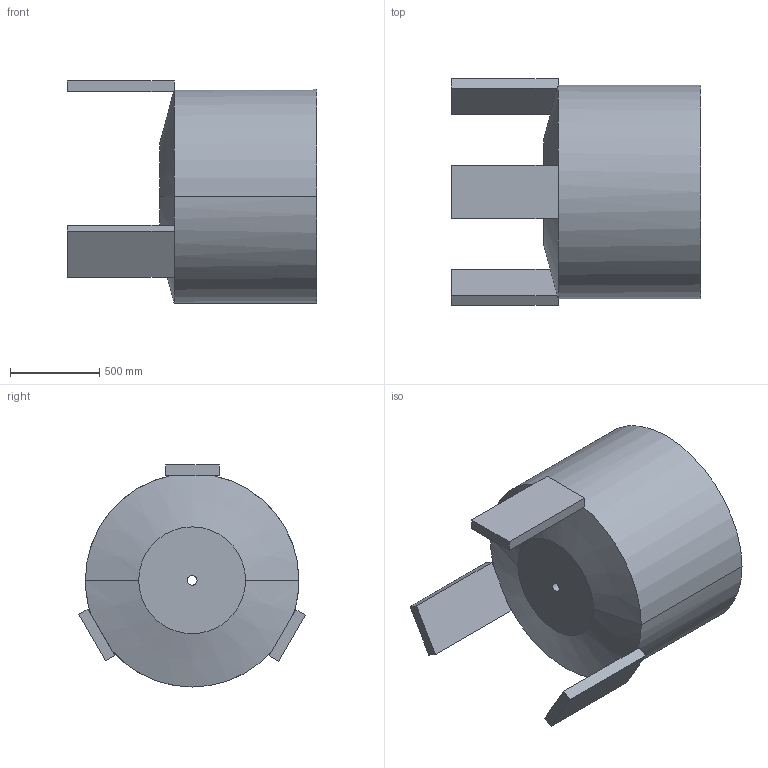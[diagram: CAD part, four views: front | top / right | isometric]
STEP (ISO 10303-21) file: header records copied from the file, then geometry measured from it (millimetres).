
FILE_DESCRIPTION (( 'STEP AP214' ), '1' );
FILE_NAME ('CUVE500.STEP', '2022-06-01T12:39:44', ( '' ), ( '' ), 'SwSTEP 2.0', 'SolidWorks 2021', '' );
FILE_SCHEMA (( 'AUTOMOTIVE_DESIGN' ));
Length unit declared in the file: millimetre
Products named in the file (1): CUVE500
Bounding box: 1400 x 1271.24 x 1246.78 mm (x, y, z)
Volume: 215232700.3 mm3; surface area: 14612328.1 mm2
Topology: 1 solids, 2 shells, 52 faces, 124 edges, 77 vertices
Faces by surface type: plane 38, cylinder 10, cone 4
Entity records: 1994 total; most frequent: CARTESIAN_POINT 279, DIRECTION 259, ORIENTED_EDGE 248, EDGE_CURVE 124, LINE 89, VECTOR 89, AXIS2_PLACEMENT_3D 85, VERTEX_POINT 77
